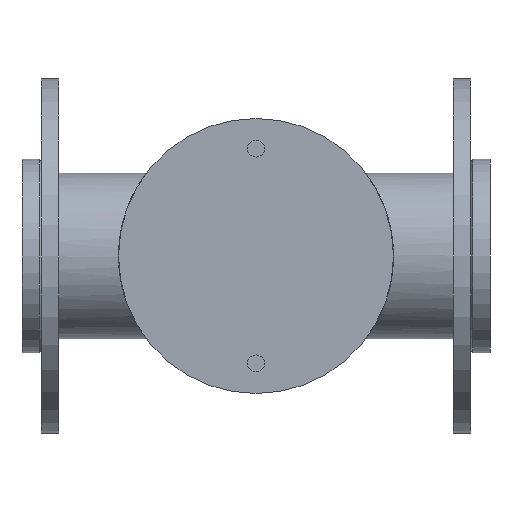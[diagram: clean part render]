
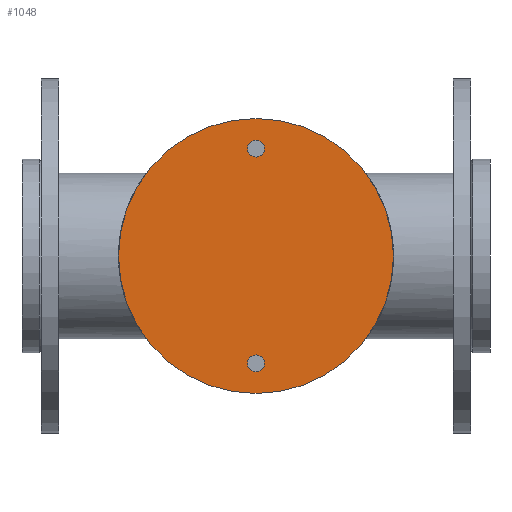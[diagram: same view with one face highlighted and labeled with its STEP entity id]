
A CAD part, front view. The second image highlights one B-rep face of the part: STEP entity #1048.
In plain terms, the highlighted planar face has unit normal (0, -1, 0).
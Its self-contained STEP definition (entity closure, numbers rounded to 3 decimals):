
#17 = CARTESIAN_POINT ( 'NONE',  ( 0., -54.718, 0. ) ) ;
#282 = DIRECTION ( 'NONE',  ( 0., -1., 0. ) ) ;
#346 = ORIENTED_EDGE ( 'NONE', *, *, #1506, .F. ) ;
#498 = VERTEX_POINT ( 'NONE', #2131 ) ;
#546 = DIRECTION ( 'NONE',  ( 0., 0., -1. ) ) ;
#548 = AXIS2_PLACEMENT_3D ( 'NONE', #1993, #4329, #1947 ) ;
#672 = AXIS2_PLACEMENT_3D ( 'NONE', #3276, #282, #546 ) ;
#689 = AXIS2_PLACEMENT_3D ( 'NONE', #1083, #753, #3733 ) ;
#704 = VERTEX_POINT ( 'NONE', #2426 ) ;
#753 = DIRECTION ( 'NONE',  ( 0., 1., 0. ) ) ;
#959 = AXIS2_PLACEMENT_3D ( 'NONE', #17, #3685, #2978 ) ;
#1012 = FACE_OUTER_BOUND ( 'NONE', #4376, .T. ) ;
#1048 = ADVANCED_FACE ( 'NONE', ( #1983, #3377, #1012 ), #4035, .F. ) ;
#1083 = CARTESIAN_POINT ( 'NONE',  ( 0., -54.718, 0. ) ) ;
#1506 = EDGE_CURVE ( 'NONE', #704, #704, #2523, .T. ) ;
#1590 = EDGE_LOOP ( 'NONE', ( #2892 ) ) ;
#1947 = DIRECTION ( 'NONE',  ( 0., 0., -1. ) ) ;
#1983 = FACE_BOUND ( 'NONE', #1590, .T. ) ;
#1992 = EDGE_CURVE ( 'NONE', #3494, #3494, #2597, .T. ) ;
#1993 = CARTESIAN_POINT ( 'NONE',  ( 0., -54.718, -50. ) ) ;
#2112 = CARTESIAN_POINT ( 'NONE',  ( 0., -54.718, 64. ) ) ;
#2131 = CARTESIAN_POINT ( 'NONE',  ( 0., -54.718, 46.031 ) ) ;
#2426 = CARTESIAN_POINT ( 'NONE',  ( 0., -54.718, -53.969 ) ) ;
#2523 = CIRCLE ( 'NONE', #548, 3.969 ) ;
#2556 = EDGE_LOOP ( 'NONE', ( #346 ) ) ;
#2597 = CIRCLE ( 'NONE', #689, 64. ) ;
#2892 = ORIENTED_EDGE ( 'NONE', *, *, #3495, .F. ) ;
#2978 = DIRECTION ( 'NONE',  ( 0., 0., 1. ) ) ;
#3152 = CIRCLE ( 'NONE', #672, 3.969 ) ;
#3209 = ORIENTED_EDGE ( 'NONE', *, *, #1992, .F. ) ;
#3276 = CARTESIAN_POINT ( 'NONE',  ( 0., -54.718, 50. ) ) ;
#3377 = FACE_BOUND ( 'NONE', #2556, .T. ) ;
#3494 = VERTEX_POINT ( 'NONE', #2112 ) ;
#3495 = EDGE_CURVE ( 'NONE', #498, #498, #3152, .T. ) ;
#3685 = DIRECTION ( 'NONE',  ( 0., 1., 0. ) ) ;
#3733 = DIRECTION ( 'NONE',  ( 0., 0., 1. ) ) ;
#4035 = PLANE ( 'NONE',  #959 ) ;
#4329 = DIRECTION ( 'NONE',  ( 0., -1., 0. ) ) ;
#4376 = EDGE_LOOP ( 'NONE', ( #3209 ) ) ;
